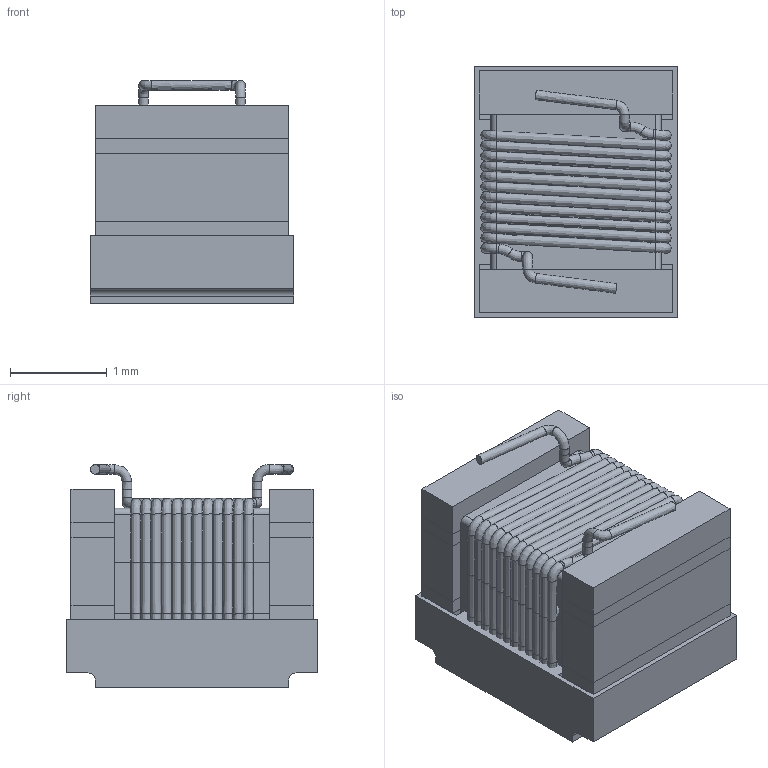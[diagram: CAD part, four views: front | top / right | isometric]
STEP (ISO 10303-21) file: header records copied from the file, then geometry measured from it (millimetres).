
FILE_DESCRIPTION( ( 'Unknown' ), '1' );
FILE_NAME( '744758310A.stp', 'Unknown', ( 'Unknown' ), ( 'Unknown' ), 'XStep 1.0', 'Unknown', ' ' );
FILE_SCHEMA( ( 'automotive_design' ) );
Length unit declared in the file: millimetre
Products named in the file (6): Assem1; Boden; Gehäuse; Pins
Bounding box: 2.1 x 2.6 x 2.3 mm (x, y, z)
Surface area: 144.5 mm2
Topology: 10 solids, 10 shells, 344 faces, 742 edges, 420 vertices
Faces by surface type: bspline 226, plane 102, cylinder 16
Entity records: 21945 total; most frequent: CARTESIAN_POINT 17930, ORIENTED_EDGE 516, DIRECTION 482, EDGE_LOOP 286, FACE_OUTER_BOUND 285, EDGE_CURVE 258, VERTEX_POINT 210, AXIS2_PLACEMENT_3D 177
